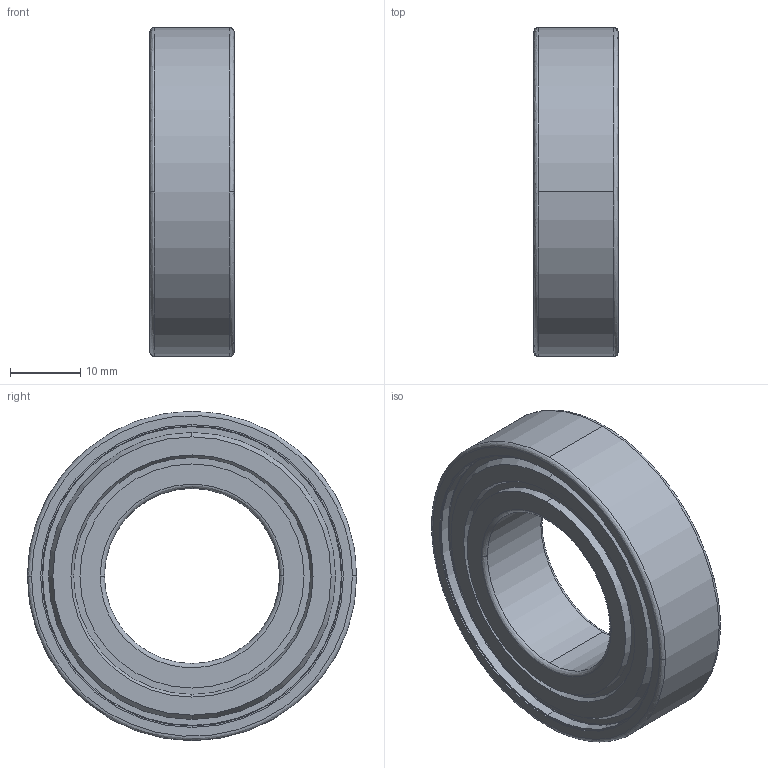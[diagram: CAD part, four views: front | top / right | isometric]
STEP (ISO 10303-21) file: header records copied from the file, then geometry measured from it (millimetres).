
FILE_DESCRIPTION (( 'STEP AP203' ), '1' );
FILE_NAME ('inafag_6005-2z_6vrtc2ac043nicjdt8x23j2dp.step', '2017-06-22T16:15:37', ( '' ), ( '' ), 'SwSTEP 2.0', 'SolidWorks 2016', '' );
FILE_SCHEMA (( 'CONFIG_CONTROL_DESIGN' ));
Length unit declared in the file: millimetre
Products named in the file (15): inafag_6005-2z_6vrtc2ac043nicjdt8x23j2dp; inafag_6005-2z_6vrtc2ac043nicjdt8x23j2dp_01; inafag_6005-2z_6vrtc2ac043nicjdt8x23j2dp_14; inafag_6005-2z_6vrtc2ac043nicjdt8x23j2dp_13; inafag_6005-2z_6vrtc2ac043nicjdt8x23j2dp_04; inafag_6005-2z_6vrtc2ac043nicjdt8x23j2dp_08; inafag_6005-2z_6vrtc2ac043nicjdt8x23j2dp_07; inafag_6005-2z_6vrtc2ac043nicjdt8x23j2dp_12; inafag_6005-2z_6vrtc2ac043nicjdt8x23j2dp_11; inafag_6005-2z_6vrtc2ac043nicjdt8x23j2dp_05; inafag_6005-2z_6vrtc2ac043nicjdt8x23j2dp_09; inafag_6005-2z_6vrtc2ac043nicjdt8x23j2dp_02; inafag_6005-2z_6vrtc2ac043nicjdt8x23j2dp_10; inafag_6005-2z_6vrtc2ac043nicjdt8x23j2dp_06; inafag_6005-2z_6vrtc2ac043nicjdt8x23j2dp_03
Assembly tree (14 placements, depth 2):
  inafag_6005-2z_6vrtc2ac043nicjdt8x23j2dp
    inafag_6005-2z_6vrtc2ac043nicjdt8x23j2dp_01
    inafag_6005-2z_6vrtc2ac043nicjdt8x23j2dp_02
    inafag_6005-2z_6vrtc2ac043nicjdt8x23j2dp_03
    inafag_6005-2z_6vrtc2ac043nicjdt8x23j2dp_04
    inafag_6005-2z_6vrtc2ac043nicjdt8x23j2dp_05
    inafag_6005-2z_6vrtc2ac043nicjdt8x23j2dp_06
    inafag_6005-2z_6vrtc2ac043nicjdt8x23j2dp_07
    inafag_6005-2z_6vrtc2ac043nicjdt8x23j2dp_08
    inafag_6005-2z_6vrtc2ac043nicjdt8x23j2dp_09
    inafag_6005-2z_6vrtc2ac043nicjdt8x23j2dp_10
    inafag_6005-2z_6vrtc2ac043nicjdt8x23j2dp_11
    inafag_6005-2z_6vrtc2ac043nicjdt8x23j2dp_12
    inafag_6005-2z_6vrtc2ac043nicjdt8x23j2dp_13
    inafag_6005-2z_6vrtc2ac043nicjdt8x23j2dp_14
Bounding box: 12 x 47 x 47 mm (x, y, z)
Volume: 9432.6 mm3; surface area: 12331.9 mm2
Topology: 14 solids, 14 shells, 106 faces, 252 edges, 146 vertices
Faces by surface type: bspline 42, cylinder 28, plane 20, cone 16
Entity records: 5755 total; most frequent: CARTESIAN_POINT 1955, DIRECTION 510, ORIENTED_EDGE 424, AXIS2_PLACEMENT_3D 233, EDGE_CURVE 212, CIRCLE 152, VERTEX_POINT 146, PERSON_AND_ORGANIZATION 134
